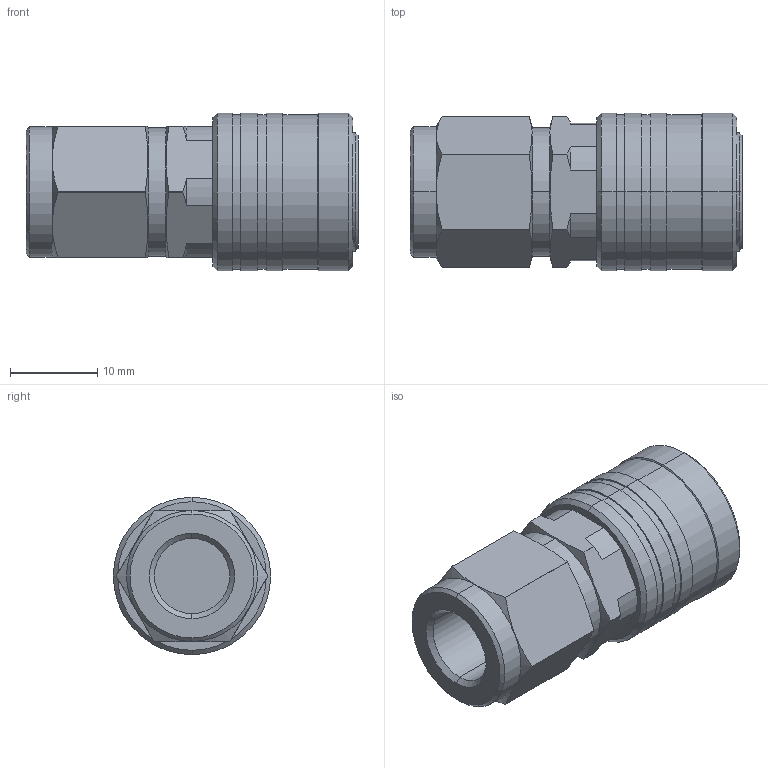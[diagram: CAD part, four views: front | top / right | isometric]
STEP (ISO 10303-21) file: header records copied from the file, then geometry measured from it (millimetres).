
FILE_DESCRIPTION (( 'STEP AP214' ), '1' );
FILE_NAME ('2310 RFV.STEP', '2015-09-03T11:54:20', ( 'admin' ), ( 'Microsoft' ), 'SwSTEP 2.0', 'SolidWorks 2009', '' );
FILE_SCHEMA (( 'AUTOMOTIVE_DESIGN' ));
Length unit declared in the file: millimetre
Products named in the file (1): 2310 RFV
Bounding box: 38 x 18.01 x 18.01 mm (x, y, z)
Volume: 6481.7 mm3; surface area: 3708.5 mm2
Topology: 1 solids, 1 shells, 136 faces, 310 edges, 191 vertices
Faces by surface type: cylinder 54, cone 40, plane 30, torus 12
Entity records: 4222 total; most frequent: CARTESIAN_POINT 804, DIRECTION 706, ORIENTED_EDGE 616, EDGE_CURVE 308, AXIS2_PLACEMENT_3D 297, VERTEX_POINT 191, CIRCLE 160, EDGE_LOOP 153
